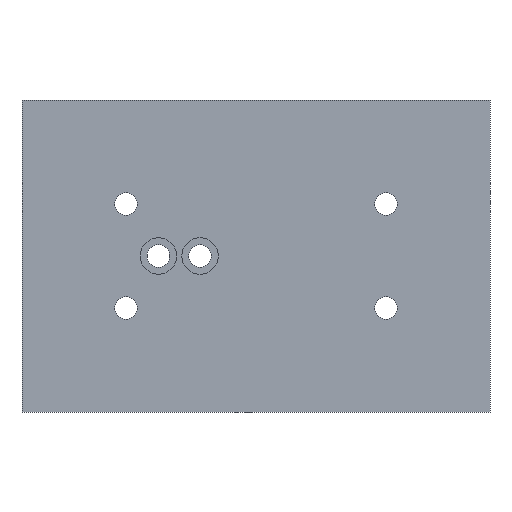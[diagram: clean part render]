
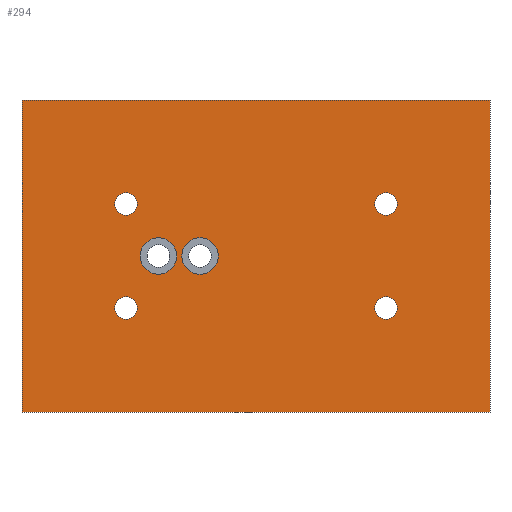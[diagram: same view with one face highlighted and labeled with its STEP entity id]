
A CAD part, front view. The second image highlights one B-rep face of the part: STEP entity #294.
In plain terms, the highlighted planar face has unit normal (0, -1, 0).
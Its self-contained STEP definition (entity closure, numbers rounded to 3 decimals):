
#23=FACE_BOUND('',#77,.T.);
#24=FACE_BOUND('',#78,.T.);
#25=FACE_BOUND('',#79,.T.);
#26=FACE_BOUND('',#80,.T.);
#27=FACE_BOUND('',#81,.T.);
#28=FACE_BOUND('',#82,.T.);
#36=PLANE('',#340);
#52=FACE_OUTER_BOUND('',#76,.T.);
#76=EDGE_LOOP('',(#261,#262,#263,#264));
#77=EDGE_LOOP('',(#265));
#78=EDGE_LOOP('',(#266));
#79=EDGE_LOOP('',(#267));
#80=EDGE_LOOP('',(#268));
#81=EDGE_LOOP('',(#269));
#82=EDGE_LOOP('',(#270));
#91=LINE('',#481,#111);
#95=LINE('',#489,#115);
#98=LINE('',#495,#118);
#101=LINE('',#500,#121);
#111=VECTOR('',#405,10.);
#115=VECTOR('',#411,10.);
#118=VECTOR('',#416,10.);
#121=VECTOR('',#421,10.);
#123=CIRCLE('',#310,2.75);
#125=CIRCLE('',#313,2.75);
#129=CIRCLE('',#319,4.445);
#133=CIRCLE('',#326,4.445);
#135=CIRCLE('',#330,2.75);
#137=CIRCLE('',#333,2.75);
#139=VERTEX_POINT('',#429);
#141=VERTEX_POINT('',#435);
#145=VERTEX_POINT('',#446);
#149=VERTEX_POINT('',#459);
#151=VERTEX_POINT('',#467);
#153=VERTEX_POINT('',#473);
#155=VERTEX_POINT('',#479);
#156=VERTEX_POINT('',#480);
#159=VERTEX_POINT('',#488);
#161=VERTEX_POINT('',#494);
#163=EDGE_CURVE('',#139,#139,#123,.T.);
#166=EDGE_CURVE('',#141,#141,#125,.T.);
#171=EDGE_CURVE('',#145,#145,#129,.T.);
#177=EDGE_CURVE('',#149,#149,#133,.T.);
#181=EDGE_CURVE('',#151,#151,#135,.T.);
#184=EDGE_CURVE('',#153,#153,#137,.T.);
#187=EDGE_CURVE('',#155,#156,#91,.T.);
#191=EDGE_CURVE('',#156,#159,#95,.T.);
#194=EDGE_CURVE('',#159,#161,#98,.T.);
#197=EDGE_CURVE('',#161,#155,#101,.T.);
#261=ORIENTED_EDGE('',*,*,#197,.T.);
#262=ORIENTED_EDGE('',*,*,#187,.T.);
#263=ORIENTED_EDGE('',*,*,#191,.T.);
#264=ORIENTED_EDGE('',*,*,#194,.T.);
#265=ORIENTED_EDGE('',*,*,#163,.T.);
#266=ORIENTED_EDGE('',*,*,#166,.T.);
#267=ORIENTED_EDGE('',*,*,#171,.T.);
#268=ORIENTED_EDGE('',*,*,#177,.T.);
#269=ORIENTED_EDGE('',*,*,#181,.T.);
#270=ORIENTED_EDGE('',*,*,#184,.T.);
#294=ADVANCED_FACE('',(#52,#23,#24,#25,#26,#27,#28),#36,.F.);
#310=AXIS2_PLACEMENT_3D('',#430,#345,#346);
#313=AXIS2_PLACEMENT_3D('',#436,#352,#353);
#319=AXIS2_PLACEMENT_3D('',#447,#365,#366);
#326=AXIS2_PLACEMENT_3D('',#460,#381,#382);
#330=AXIS2_PLACEMENT_3D('',#468,#391,#392);
#333=AXIS2_PLACEMENT_3D('',#474,#398,#399);
#340=AXIS2_PLACEMENT_3D('',#503,#425,#426);
#345=DIRECTION('center_axis',(0.,1.,0.));
#346=DIRECTION('ref_axis',(0.,0.,-1.));
#352=DIRECTION('center_axis',(0.,1.,0.));
#353=DIRECTION('ref_axis',(0.,0.,-1.));
#365=DIRECTION('center_axis',(0.,1.,0.));
#366=DIRECTION('ref_axis',(0.,0.,-1.));
#381=DIRECTION('center_axis',(0.,1.,0.));
#382=DIRECTION('ref_axis',(0.,0.,-1.));
#391=DIRECTION('center_axis',(0.,1.,0.));
#392=DIRECTION('ref_axis',(0.,0.,-1.));
#398=DIRECTION('center_axis',(0.,1.,0.));
#399=DIRECTION('ref_axis',(0.,0.,-1.));
#405=DIRECTION('',(0.,0.,-1.));
#411=DIRECTION('',(1.,0.,0.));
#416=DIRECTION('',(0.,0.,1.));
#421=DIRECTION('',(-1.,0.,0.));
#425=DIRECTION('center_axis',(0.,1.,0.));
#426=DIRECTION('ref_axis',(1.,0.,0.));
#429=CARTESIAN_POINT('',(63.5,0.,15.45));
#430=CARTESIAN_POINT('Origin',(63.5,0.,12.7));
#435=CARTESIAN_POINT('',(63.5,0.,-9.95));
#436=CARTESIAN_POINT('Origin',(63.5,0.,-12.7));
#446=CARTESIAN_POINT('',(18.08,0.,4.445));
#447=CARTESIAN_POINT('Origin',(18.08,0.,0.));
#459=CARTESIAN_POINT('',(7.92,0.,4.445));
#460=CARTESIAN_POINT('Origin',(7.92,0.,0.));
#467=CARTESIAN_POINT('',(0.,0.,15.45));
#468=CARTESIAN_POINT('Origin',(0.,0.,12.7));
#473=CARTESIAN_POINT('',(0.,0.,-9.95));
#474=CARTESIAN_POINT('Origin',(0.,0.,-12.7));
#479=CARTESIAN_POINT('',(-25.4,0.,38.1));
#480=CARTESIAN_POINT('',(-25.4,0.,-38.1));
#481=CARTESIAN_POINT('',(-25.4,0.,38.1));
#488=CARTESIAN_POINT('',(88.9,0.,-38.1));
#489=CARTESIAN_POINT('',(-25.4,0.,-38.1));
#494=CARTESIAN_POINT('',(88.9,0.,38.1));
#495=CARTESIAN_POINT('',(88.9,0.,-38.1));
#500=CARTESIAN_POINT('',(88.9,0.,38.1));
#503=CARTESIAN_POINT('Origin',(31.75,0.,0.));
